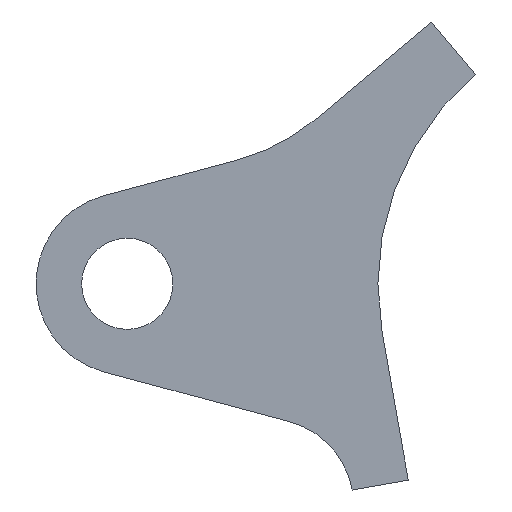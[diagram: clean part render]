
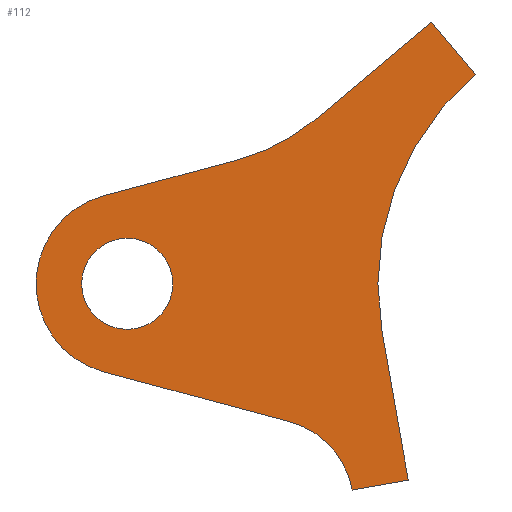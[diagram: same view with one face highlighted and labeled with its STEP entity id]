
A CAD part, front view. The second image highlights one B-rep face of the part: STEP entity #112.
In plain terms, the highlighted planar face has unit normal (0, -1, 0).
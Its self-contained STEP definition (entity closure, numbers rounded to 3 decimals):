
#1=CARTESIAN_POINT('POINT1',(-20.,0.,0.));
#2=VERTEX_POINT('VERTEX1',#1);
#3=CARTESIAN_POINT('POINT2',(20.,0.,0.));
#4=VERTEX_POINT('VERTEX2',#3);
#5=CARTESIAN_POINT('POS1',(0.,0.,0.));
#6=DIRECTION('DIR1',(0.,-1.,0.));
#7=DIRECTION('DIR2',(-1.,0.,0.));
#8=AXIS2_PLACEMENT_3D('AXIS1',#5,#6,#7);
#9=CIRCLE('ELLIPSE1',#8,20.);
#10=EDGE_CURVE('EDGE1',#2,#4,#9,.T.);
#11=ORIENTED_EDGE('COEDGE1',*,*,#10,.F.);
#12=CARTESIAN_POINT('POS2',(0.,0.,
   0.));
#13=DIRECTION('DIR3',(0.,-1.,0.));
#14=DIRECTION('DIR4',(1.,0.,0.));
#15=AXIS2_PLACEMENT_3D('AXIS2',#12,#13,#14);
#16=CIRCLE('ELLIPSE2',#15,20.);
#17=EDGE_CURVE('EDGE2',#4,#2,#16,.T.);
#18=ORIENTED_EDGE('COEDGE2',*,*,#17,.F.);
#19=EDGE_LOOP('NONE',(#11,#18));
#20=FACE_BOUND('LOOP1',#19,.T.);
#21=CARTESIAN_POINT('POINT3',(71.242,0.,
   -60.5));
#22=VERTEX_POINT('VERTEX3',#21);
#23=CARTESIAN_POINT('POINT4',(-10.353,0.,
   -38.637));
#24=VERTEX_POINT('VERTEX4',#23);
#25=CARTESIAN_POINT('POS3',(71.242,0.,
   -60.5));
#26=DIRECTION('DIR5',(-0.966,0.,
   0.259));
#27=VECTOR('VEC1',#26,1.);
#28=LINE('STRAIGHT1',#25,#27);
#29=EDGE_CURVE('EDGE3',#22,#24,#28,.T.);
#30=ORIENTED_EDGE('COEDGE3',*,*,#29,.F.);
#31=CARTESIAN_POINT('POINT5',(98.718,0.,
   -90.485));
#32=VERTEX_POINT('VERTEX5',#31);
#33=CARTESIAN_POINT('POS4',(61.447,0.,
   -97.057));
#34=DIRECTION('DIR6',(0.,-1.,0.));
#35=DIRECTION('DIR7',(0.985,0.,
   0.174));
#36=AXIS2_PLACEMENT_3D('AXIS3',#33,#34,#35);
#37=CIRCLE('ELLIPSE3',#36,37.846);
#38=EDGE_CURVE('EDGE4',#32,#22,#37,.T.);
#39=ORIENTED_EDGE('COEDGE4',*,*,#38,.F.);
#40=CARTESIAN_POINT('POINT6',(123.338,0.,
   -86.144));
#41=VERTEX_POINT('VERTEX6',#40);
#42=CARTESIAN_POINT('POS5',(123.338,0.,
   -86.144));
#43=DIRECTION('DIR8',(-0.985,0.,
   -0.174));
#44=VECTOR('VEC2',#43,1.);
#45=LINE('STRAIGHT2',#42,#44);
#46=EDGE_CURVE('EDGE5',#41,#32,#45,.T.);
#47=ORIENTED_EDGE('COEDGE5',*,*,#46,.F.);
#48=CARTESIAN_POINT('POINT7',(111.823,0.,
   -20.838));
#49=VERTEX_POINT('VERTEX7',#48);
#50=CARTESIAN_POINT('POS6',(111.823,0.,
   -20.838));
#51=DIRECTION('DIR9',(0.174,0.,
   -0.985));
#52=VECTOR('VEC3',#51,1.);
#53=LINE('STRAIGHT3',#50,#52);
#54=EDGE_CURVE('EDGE6',#49,#41,#53,.T.);
#55=ORIENTED_EDGE('COEDGE6',*,*,#54,.F.);
#56=CARTESIAN_POINT('POINT8',(152.865,0.,
   91.925));
#57=VERTEX_POINT('VERTEX8',#56);
#58=CARTESIAN_POINT('POS7',(230.,0.,0.));
#59=DIRECTION('DIR10',(0.,-1.,0.));
#60=DIRECTION('DIR11',(-0.643,0.,
   0.766));
#61=AXIS2_PLACEMENT_3D('AXIS4',#58,#59,#60);
#62=CIRCLE('ELLIPSE4',#61,120.);
#63=EDGE_CURVE('EDGE7',#57,#49,#62,.T.);
#64=ORIENTED_EDGE('COEDGE7',*,*,#63,.F.);
#65=CARTESIAN_POINT('POINT9',(133.582,0.,
   114.907));
#66=VERTEX_POINT('VERTEX9',#65);
#67=CARTESIAN_POINT('POS8',(133.582,0.,
   114.907));
#68=DIRECTION('DIR12',(0.643,0.,
   -0.766));
#69=VECTOR('VEC4',#68,1.);
#70=LINE('STRAIGHT4',#67,#69);
#71=EDGE_CURVE('EDGE8',#66,#57,#70,.T.);
#72=ORIENTED_EDGE('COEDGE8',*,*,#71,.F.);
#73=CARTESIAN_POINT('POINT10',(82.855,0.,
   72.342));
#74=VERTEX_POINT('VERTEX10',#73);
#75=CARTESIAN_POINT('POS9',(82.855,0.,
   72.342));
#76=DIRECTION('DIR13',(0.766,0.,
   0.643));
#77=VECTOR('VEC5',#76,1.);
#78=LINE('STRAIGHT5',#75,#77);
#79=EDGE_CURVE('EDGE9',#74,#66,#78,.T.);
#80=ORIENTED_EDGE('COEDGE9',*,*,#79,.F.);
#81=CARTESIAN_POINT('POINT11',(48.298,0.,
   54.352));
#82=VERTEX_POINT('VERTEX11',#81);
#83=CARTESIAN_POINT('POS10',(25.004,0.,
   141.286));
#84=DIRECTION('DIR14',(0.,-1.,0.));
#85=DIRECTION('DIR15',(0.259,0.,
   -0.966));
#86=AXIS2_PLACEMENT_3D('AXIS5',#83,#84,#85);
#87=CIRCLE('ELLIPSE5',#86,90.);
#88=EDGE_CURVE('EDGE10',#82,#74,#87,.T.);
#89=ORIENTED_EDGE('COEDGE10',*,*,#88,.F.);
#90=CARTESIAN_POINT('POINT12',(-10.353,0.,
   38.637));
#91=VERTEX_POINT('VERTEX12',#90);
#92=CARTESIAN_POINT('POS11',(-10.353,0.,
   38.637));
#93=DIRECTION('DIR16',(0.966,0.,
   0.259));
#94=VECTOR('VEC6',#93,1.);
#95=LINE('STRAIGHT6',#92,#94);
#96=EDGE_CURVE('EDGE11',#91,#82,#95,.T.);
#97=ORIENTED_EDGE('COEDGE11',*,*,#96,.F.);
#98=CARTESIAN_POINT('POS12',(0.,0.,
   0.));
#99=DIRECTION('DIR17',(0.,1.,0.));
#100=DIRECTION('DIR18',(-0.259,0.,
   -0.966));
#101=AXIS2_PLACEMENT_3D('AXIS6',#98,#99,#100);
#102=CIRCLE('ELLIPSE6',#101,40.);
#103=EDGE_CURVE('EDGE12',#24,#91,#102,.T.);
#104=ORIENTED_EDGE('COEDGE12',*,*,#103,.F.);
#105=EDGE_LOOP('NONE',(#30,#39,#47,#55,#64,#72,#80,#89,#97,#104));
#106=FACE_BOUND('LOOP1',#105,.T.);
#107=CARTESIAN_POINT('POS13',(0.,0.,0.));
#108=DIRECTION('DIR19',(0.,1.,0.));
#109=DIRECTION('DIR20',(1.,0.,0.));
#110=AXIS2_PLACEMENT_3D('AXIS7',#107,#108,#109);
#111=PLANE('PLANE1',#110);
#112=ADVANCED_FACE('FACE1',(#20,#106),#111,.F.);
